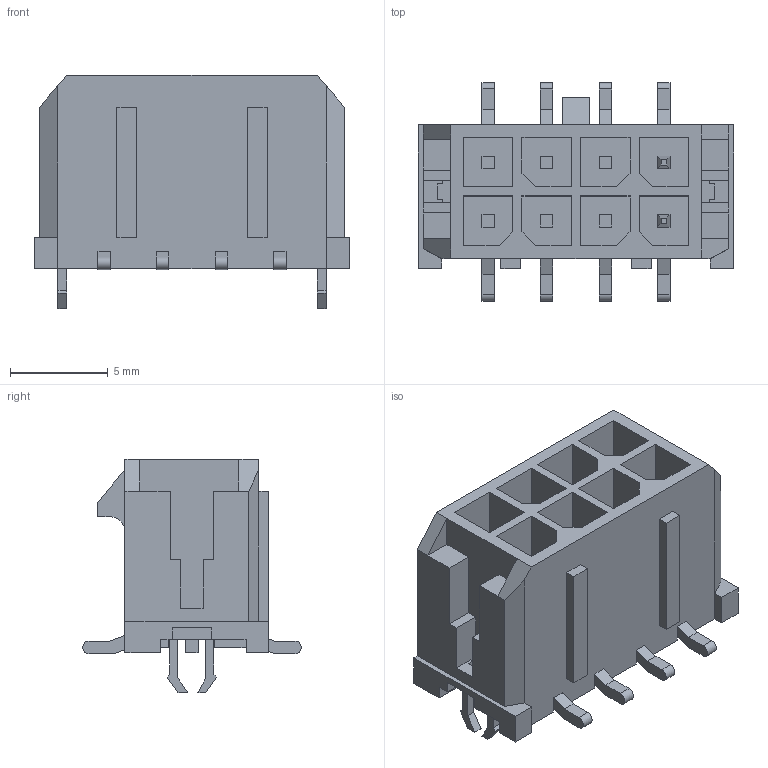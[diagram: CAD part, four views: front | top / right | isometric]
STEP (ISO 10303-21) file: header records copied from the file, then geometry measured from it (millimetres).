
FILE_DESCRIPTION((''),'2;1');
FILE_NAME('430450815','2020-04-17T',('gga'),(''),'PRO/ENGINEER BY PARAMETRIC TECHNOLOGY CORPORATION, 2016010','PRO/ENGINEER BY PARAMETRIC TECHNOLOGY CORPORATION, 2016010','');
FILE_SCHEMA(('CONFIG_CONTROL_DESIGN'));
Length unit declared in the file: millimetre
Products named in the file (1): 430450815
Bounding box: 16.15 x 11.2 x 11.96 mm (x, y, z)
Volume: 659.9 mm3; surface area: 1434.1 mm2
Topology: 1 solids, 1 shells, 383 faces, 1021 edges, 665 vertices
Faces by surface type: plane 374, cylinder 9
Entity records: 11534 total; most frequent: CARTESIAN_POINT 2023, ORIENTED_EDGE 1952, DIRECTION 1811, VECTOR 999, LINE 999, EDGE_CURVE 976, VERTEX_POINT 618, AXIS2_PLACEMENT_3D 406
